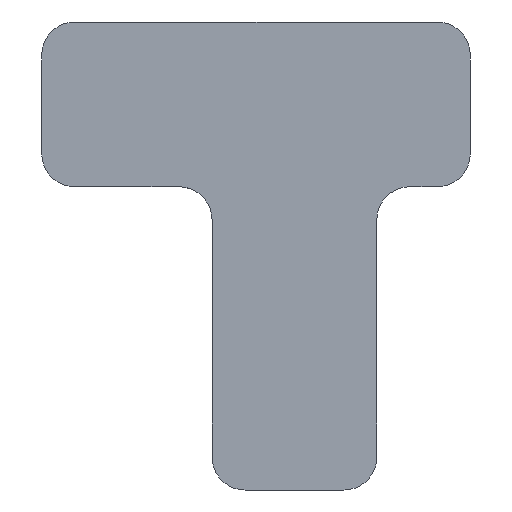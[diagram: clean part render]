
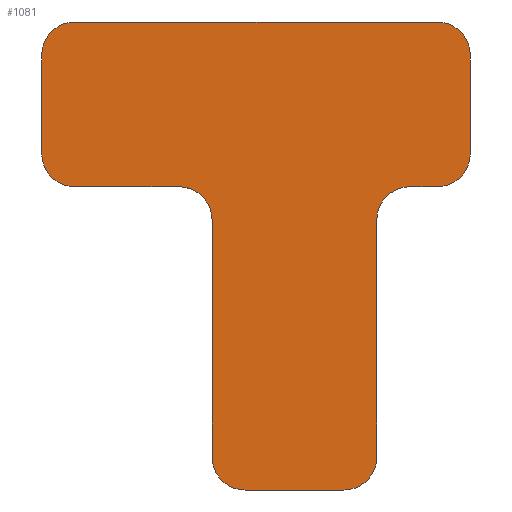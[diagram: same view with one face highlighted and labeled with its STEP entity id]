
A CAD part, front view. The second image highlights one B-rep face of the part: STEP entity #1081.
In plain terms, the highlighted planar face has unit normal (0, -1, 0).
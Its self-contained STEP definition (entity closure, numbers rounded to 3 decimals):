
#33=PLANE($,#1177);
#64=LINE($,#1715,#165);
#74=LINE($,#1871,#175);
#107=LINE($,#1973,#208);
#109=LINE($,#1976,#210);
#110=LINE($,#1979,#211);
#111=LINE($,#1984,#212);
#112=LINE($,#1988,#213);
#113=LINE($,#1992,#214);
#165=VECTOR($,#1267,2.5);
#175=VECTOR($,#1299,9.5);
#208=VECTOR($,#1402,21.6);
#210=VECTOR($,#1406,9.);
#211=VECTOR($,#1409,21.6);
#212=VECTOR($,#1414,9.);
#213=VECTOR($,#1417,33.);
#214=VECTOR($,#1420,9.);
#316=FACE_OUTER_BOUND($,#381,.T.);
#381=EDGE_LOOP($,(#868,#869,#870,#871,#872,#873,#874,#875,#876,#877,#878,
#879,#880,#881,#882,#883));
#440=CIRCLE($,#1162,3.);
#446=CIRCLE($,#1172,3.);
#447=CIRCLE($,#1178,3.);
#448=CIRCLE($,#1179,3.);
#449=CIRCLE($,#1180,3.);
#450=CIRCLE($,#1181,3.);
#451=CIRCLE($,#1182,3.);
#452=CIRCLE($,#1183,3.);
#483=VERTEX_POINT($,#1712);
#484=VERTEX_POINT($,#1714);
#499=VERTEX_POINT($,#1868);
#500=VERTEX_POINT($,#1870);
#527=VERTEX_POINT($,#1944);
#528=VERTEX_POINT($,#1945);
#532=VERTEX_POINT($,#1962);
#533=VERTEX_POINT($,#1963);
#534=VERTEX_POINT($,#1972);
#535=VERTEX_POINT($,#1978);
#536=VERTEX_POINT($,#1981);
#537=VERTEX_POINT($,#1983);
#538=VERTEX_POINT($,#1985);
#539=VERTEX_POINT($,#1987);
#540=VERTEX_POINT($,#1989);
#541=VERTEX_POINT($,#1991);
#586=EDGE_CURVE($,#484,#483,#64,.T.);
#607=EDGE_CURVE($,#500,#499,#74,.T.);
#644=EDGE_CURVE($,#527,#528,#440,.T.);
#653=EDGE_CURVE($,#532,#533,#446,.T.);
#658=EDGE_CURVE($,#534,#528,#107,.T.);
#660=EDGE_CURVE($,#527,#533,#109,.T.);
#661=EDGE_CURVE($,#532,#535,#110,.T.);
#662=EDGE_CURVE($,#484,#535,#447,.T.);
#663=EDGE_CURVE($,#536,#483,#448,.T.);
#664=EDGE_CURVE($,#536,#537,#111,.T.);
#665=EDGE_CURVE($,#538,#537,#449,.T.);
#666=EDGE_CURVE($,#538,#539,#112,.T.);
#667=EDGE_CURVE($,#540,#539,#450,.T.);
#668=EDGE_CURVE($,#540,#541,#113,.T.);
#669=EDGE_CURVE($,#500,#541,#451,.T.);
#670=EDGE_CURVE($,#534,#499,#452,.T.);
#868=ORIENTED_EDGE($,*,*,#644,.F.);
#869=ORIENTED_EDGE($,*,*,#660,.T.);
#870=ORIENTED_EDGE($,*,*,#653,.F.);
#871=ORIENTED_EDGE($,*,*,#661,.T.);
#872=ORIENTED_EDGE($,*,*,#662,.F.);
#873=ORIENTED_EDGE($,*,*,#586,.T.);
#874=ORIENTED_EDGE($,*,*,#663,.F.);
#875=ORIENTED_EDGE($,*,*,#664,.T.);
#876=ORIENTED_EDGE($,*,*,#665,.F.);
#877=ORIENTED_EDGE($,*,*,#666,.T.);
#878=ORIENTED_EDGE($,*,*,#667,.F.);
#879=ORIENTED_EDGE($,*,*,#668,.T.);
#880=ORIENTED_EDGE($,*,*,#669,.F.);
#881=ORIENTED_EDGE($,*,*,#607,.T.);
#882=ORIENTED_EDGE($,*,*,#670,.F.);
#883=ORIENTED_EDGE($,*,*,#658,.T.);
#1081=ADVANCED_FACE($,(#316),#33,.F.);
#1162=AXIS2_PLACEMENT_3D($,#1946,#1367,#1368);
#1172=AXIS2_PLACEMENT_3D($,#1964,#1390,#1391);
#1177=AXIS2_PLACEMENT_3D($,#1977,#1407,#1408);
#1178=AXIS2_PLACEMENT_3D($,#1980,#1410,#1411);
#1179=AXIS2_PLACEMENT_3D($,#1982,#1412,#1413);
#1180=AXIS2_PLACEMENT_3D($,#1986,#1415,#1416);
#1181=AXIS2_PLACEMENT_3D($,#1990,#1418,#1419);
#1182=AXIS2_PLACEMENT_3D($,#1993,#1421,#1422);
#1183=AXIS2_PLACEMENT_3D($,#1994,#1423,#1424);
#1267=DIRECTION($,(1.,0.,0.));
#1299=DIRECTION($,(1.,0.,0.));
#1367=DIRECTION('center_axis',(0.,1.,0.));
#1368=DIRECTION('ref_axis',(-0.707,0.,-0.707));
#1390=DIRECTION('center_axis',(0.,1.,0.));
#1391=DIRECTION('ref_axis',(0.707,0.,-0.707));
#1402=DIRECTION($,(0.,0.,-1.));
#1406=DIRECTION($,(1.,0.,0.));
#1407=DIRECTION('center_axis',(0.,1.,0.));
#1408=DIRECTION('ref_axis',(0.,0.,1.));
#1409=DIRECTION($,(0.,0.,1.));
#1410=DIRECTION('center_axis',(0.,-1.,0.));
#1411=DIRECTION('ref_axis',(-0.707,0.,0.707));
#1412=DIRECTION('center_axis',(0.,1.,0.));
#1413=DIRECTION('ref_axis',(0.707,0.,-0.707));
#1414=DIRECTION($,(0.,0.,1.));
#1415=DIRECTION('center_axis',(0.,1.,0.));
#1416=DIRECTION('ref_axis',(0.707,0.,0.707));
#1417=DIRECTION($,(-1.,0.,0.));
#1418=DIRECTION('center_axis',(0.,1.,0.));
#1419=DIRECTION('ref_axis',(-0.707,0.,0.707));
#1420=DIRECTION($,(0.,0.,-1.));
#1421=DIRECTION('center_axis',(0.,1.,0.));
#1422=DIRECTION('ref_axis',(-0.707,0.,-0.707));
#1423=DIRECTION('center_axis',(0.,-1.,0.));
#1424=DIRECTION('ref_axis',(0.707,0.,0.707));
#1712=CARTESIAN_POINT('',(-3.,0.,0.));
#1714=CARTESIAN_POINT('',(-5.5,0.,0.));
#1715=CARTESIAN_POINT($,(-8.5,0.,0.));
#1868=CARTESIAN_POINT('',(-26.5,0.,0.));
#1870=CARTESIAN_POINT('',(-36.,0.,0.));
#1871=CARTESIAN_POINT($,(-39.,0.,0.));
#1944=CARTESIAN_POINT('',(-20.5,0.,-27.6));
#1945=CARTESIAN_POINT('',(-23.5,0.,-24.6));
#1946=CARTESIAN_POINT('Origin',(-20.5,0.,-24.6));
#1962=CARTESIAN_POINT('',(-8.5,0.,-24.6));
#1963=CARTESIAN_POINT('',(-11.5,0.,-27.6));
#1964=CARTESIAN_POINT('Origin',(-11.5,0.,-24.6));
#1972=CARTESIAN_POINT('',(-23.5,0.,-3.));
#1973=CARTESIAN_POINT($,(-23.5,0.,0.));
#1976=CARTESIAN_POINT($,(-23.5,0.,-27.6));
#1977=CARTESIAN_POINT('Origin',(-18.316,0.,-2.241));
#1978=CARTESIAN_POINT('',(-8.5,0.,-3.));
#1979=CARTESIAN_POINT($,(-8.5,0.,-27.6));
#1980=CARTESIAN_POINT('Origin',(-5.5,0.,-3.));
#1981=CARTESIAN_POINT('',(0.,0.,3.));
#1982=CARTESIAN_POINT('Origin',(-3.,0.,3.));
#1983=CARTESIAN_POINT('',(0.,0.,12.));
#1984=CARTESIAN_POINT($,(0.,0.,0.));
#1985=CARTESIAN_POINT('',(-3.,0.,15.));
#1986=CARTESIAN_POINT('Origin',(-3.,0.,12.));
#1987=CARTESIAN_POINT('',(-36.,0.,15.));
#1988=CARTESIAN_POINT($,(0.,0.,15.));
#1989=CARTESIAN_POINT('',(-39.,0.,12.));
#1990=CARTESIAN_POINT('Origin',(-36.,0.,12.));
#1991=CARTESIAN_POINT('',(-39.,0.,3.));
#1992=CARTESIAN_POINT($,(-39.,0.,15.));
#1993=CARTESIAN_POINT('Origin',(-36.,0.,3.));
#1994=CARTESIAN_POINT('Origin',(-26.5,0.,-3.));
